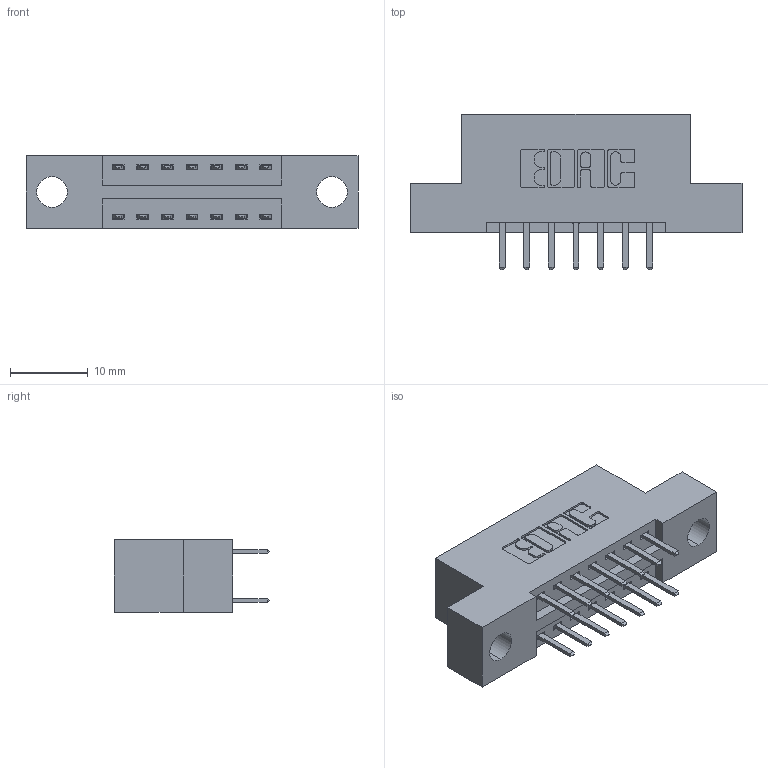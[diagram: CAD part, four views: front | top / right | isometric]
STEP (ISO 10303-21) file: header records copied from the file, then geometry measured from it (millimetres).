
FILE_DESCRIPTION (( 'STEP AP203' ), '1' );
FILE_NAME ('396-014-520-204.STEP', '2018-08-31T08:54:43', ( '' ), ( '' ), 'SwSTEP 2.0', 'SolidWorks 2016', '' );
FILE_SCHEMA (( 'CONFIG_CONTROL_DESIGN' ));
Length unit declared in the file: inch
Products named in the file (3): 346 Part_Flush Mounting Lugs - 0.156 Dia-TH; 345-292-001_345-293-120; 396-014-520-204
Assembly tree (15 placements, depth 2):
  396-014-520-204
    346 Part_Flush Mounting Lugs - 0.156 Dia-TH
    345-292-001_345-293-120  x14
Bounding box: 42.8 x 20.02 x 9.4 mm (x, y, z)
Volume: 3807.6 mm3; surface area: 4482.6 mm2
Topology: 15 solids, 15 shells, 906 faces, 2611 edges, 1702 vertices
Faces by surface type: plane 594, cylinder 312
Entity records: 9397 total; most frequent: CARTESIAN_POINT 1608, ORIENTED_EDGE 1530, DIRECTION 1457, EDGE_CURVE 765, LINE 601, VECTOR 601, VERTEX_POINT 506, AXIS2_PLACEMENT_3D 428
